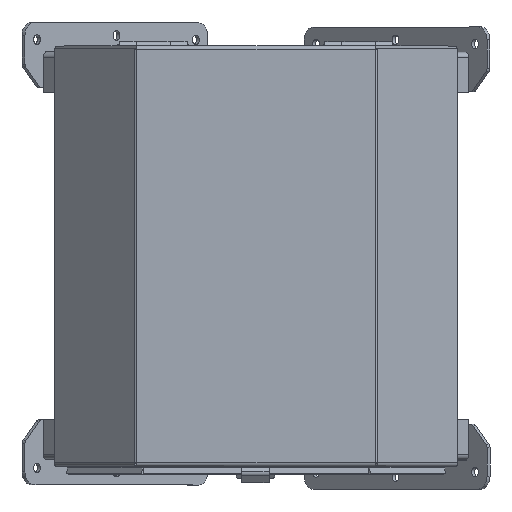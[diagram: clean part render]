
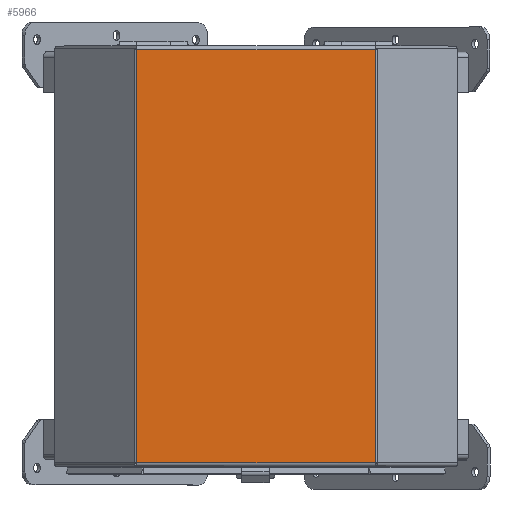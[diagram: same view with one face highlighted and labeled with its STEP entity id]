
A CAD part, top view. The second image highlights one B-rep face of the part: STEP entity #5966.
In plain terms, the highlighted planar face has unit normal (0, 0, 1).
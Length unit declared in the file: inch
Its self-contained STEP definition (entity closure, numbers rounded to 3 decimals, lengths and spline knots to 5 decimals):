
#166 = CARTESIAN_POINT ( 'NONE',  ( -3.51626, 6.1865, 7.197 ) ) ;
#280 = VECTOR ( 'NONE', #9758, 39.37008 ) ;
#617 = VECTOR ( 'NONE', #813, 39.37008 ) ;
#747 = CARTESIAN_POINT ( 'NONE',  ( -3.561, -6.1035, 7.197 ) ) ;
#775 = ORIENTED_EDGE ( 'NONE', *, *, #10492, .F. ) ;
#813 = DIRECTION ( 'NONE',  ( -1., 0., 0. ) ) ;
#1193 = CARTESIAN_POINT ( 'NONE',  ( 3.51626, 6.1865, 7.197 ) ) ;
#1230 = ORIENTED_EDGE ( 'NONE', *, *, #4078, .F. ) ;
#1475 = CARTESIAN_POINT ( 'NONE',  ( -3.561, 6.1865, 7.197 ) ) ;
#1518 = EDGE_CURVE ( 'NONE', #3966, #3706, #5859, .T. ) ;
#1583 = DIRECTION ( 'NONE',  ( 0., 0., -1. ) ) ;
#1989 = EDGE_CURVE ( 'NONE', #2501, #8863, #7674, .T. ) ;
#2145 = CARTESIAN_POINT ( 'NONE',  ( 3.51626, 6.0785, 7.197 ) ) ;
#2501 = VERTEX_POINT ( 'NONE', #12044 ) ;
#2656 = LINE ( 'NONE', #747, #617 ) ;
#2886 = VECTOR ( 'NONE', #12100, 39.37008 ) ;
#3681 = ORIENTED_EDGE ( 'NONE', *, *, #1518, .F. ) ;
#3706 = VERTEX_POINT ( 'NONE', #8895 ) ;
#3966 = VERTEX_POINT ( 'NONE', #2145 ) ;
#4078 = EDGE_CURVE ( 'NONE', #8863, #3966, #5953, .T. ) ;
#5859 = LINE ( 'NONE', #1193, #280 ) ;
#5953 = LINE ( 'NONE', #9839, #6117 ) ;
#5966 = ADVANCED_FACE ( 'NONE', ( #8061 ), #11872, .F. ) ;
#6018 = EDGE_LOOP ( 'NONE', ( #775, #3681, #1230, #11599 ) ) ;
#6072 = CARTESIAN_POINT ( 'NONE',  ( -3.51626, 6.0785, 7.197 ) ) ;
#6117 = VECTOR ( 'NONE', #7940, 39.37008 ) ;
#7674 = LINE ( 'NONE', #166, #2886 ) ;
#7940 = DIRECTION ( 'NONE',  ( 1., 0., 0. ) ) ;
#8061 = FACE_OUTER_BOUND ( 'NONE', #6018, .T. ) ;
#8863 = VERTEX_POINT ( 'NONE', #6072 ) ;
#8895 = CARTESIAN_POINT ( 'NONE',  ( 3.51626, -6.1035, 7.197 ) ) ;
#9758 = DIRECTION ( 'NONE',  ( 0., -1., 0. ) ) ;
#9839 = CARTESIAN_POINT ( 'NONE',  ( -3.561, 6.0785, 7.197 ) ) ;
#10492 = EDGE_CURVE ( 'NONE', #3706, #2501, #2656, .T. ) ;
#10895 = DIRECTION ( 'NONE',  ( -1., 0., 0. ) ) ;
#11599 = ORIENTED_EDGE ( 'NONE', *, *, #1989, .F. ) ;
#11872 = PLANE ( 'NONE',  #12091 ) ;
#12044 = CARTESIAN_POINT ( 'NONE',  ( -3.51626, -6.1035, 7.197 ) ) ;
#12091 = AXIS2_PLACEMENT_3D ( 'NONE', #1475, #1583, #10895 ) ;
#12100 = DIRECTION ( 'NONE',  ( 0., 1., 0. ) ) ;
